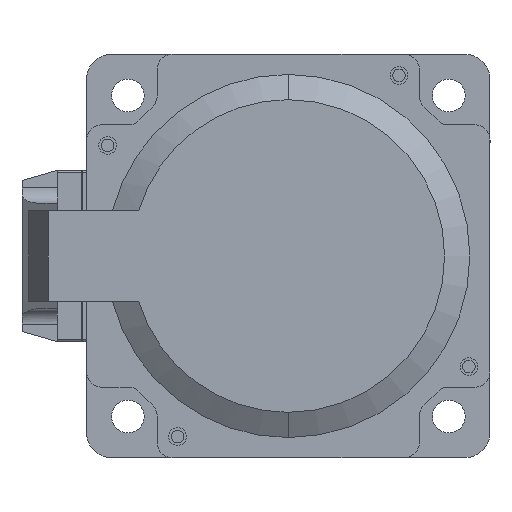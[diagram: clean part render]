
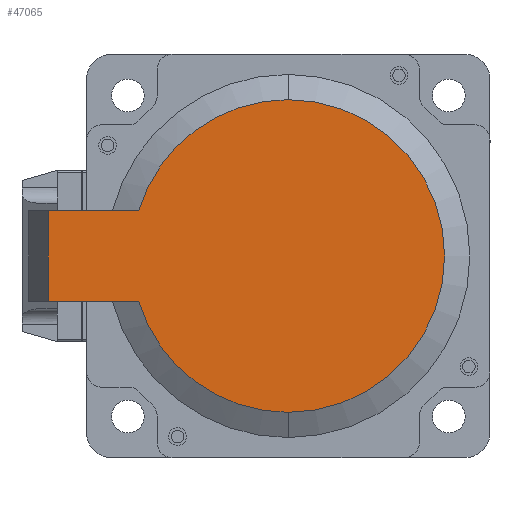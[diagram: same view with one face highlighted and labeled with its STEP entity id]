
A CAD part, left-side view. The second image highlights one B-rep face of the part: STEP entity #47065.
In plain terms, the highlighted planar face has unit normal (-1, 0, 0).
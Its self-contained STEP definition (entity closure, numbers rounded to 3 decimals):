
#2159 = ORIENTED_EDGE ( 'NONE', *, *, #93376, .F. ) ;
#3082 = DIRECTION ( 'NONE',  ( 0., 0., -1. ) ) ;
#4250 = ORIENTED_EDGE ( 'NONE', *, *, #73015, .T. ) ;
#6145 = DIRECTION ( 'NONE',  ( 0., 0., -1. ) ) ;
#6308 = FACE_OUTER_BOUND ( 'NONE', #43042, .T. ) ;
#7489 = EDGE_CURVE ( 'NONE', #26518, #34142, #44999, .T. ) ;
#8583 = CARTESIAN_POINT ( 'NONE',  ( -94.634, 89.237, -31.459 ) ) ;
#10167 = LINE ( 'NONE', #34408, #89634 ) ;
#11027 = VECTOR ( 'NONE', #45004, 1000. ) ;
#11281 = DIRECTION ( 'NONE',  ( 0., 1., 0. ) ) ;
#11546 = VECTOR ( 'NONE', #77407, 1000. ) ;
#12252 = CARTESIAN_POINT ( 'NONE',  ( -94.634, 89.237, 30.541 ) ) ;
#14445 = CARTESIAN_POINT ( 'NONE',  ( -94.634, 136.786, -9.459 ) ) ;
#15813 = LINE ( 'NONE', #14445, #11027 ) ;
#17572 = LINE ( 'NONE', #75070, #11546 ) ;
#17719 = ORIENTED_EDGE ( 'NONE', *, *, #78351, .T. ) ;
#18273 = PLANE ( 'NONE',  #53129 ) ;
#18756 = CARTESIAN_POINT ( 'NONE',  ( -94.634, 89.237, -0.459 ) ) ;
#18809 = CARTESIAN_POINT ( 'NONE',  ( -94.634, 136.786, -9.459 ) ) ;
#20876 = VERTEX_POINT ( 'NONE', #8583 ) ;
#22709 = CARTESIAN_POINT ( 'NONE',  ( -94.634, 118.902, -9.459 ) ) ;
#26372 = CARTESIAN_POINT ( 'NONE',  ( -94.634, 89.237, -31.459 ) ) ;
#26518 = VERTEX_POINT ( 'NONE', #12252 ) ;
#29583 = AXIS2_PLACEMENT_3D ( 'NONE', #88322, #72815, #87666 ) ;
#29600 = VERTEX_POINT ( 'NONE', #18809 ) ;
#30243 = DIRECTION ( 'NONE',  ( -1., 0., 0. ) ) ;
#34142 = VERTEX_POINT ( 'NONE', #63628 ) ;
#34408 = CARTESIAN_POINT ( 'NONE',  ( -94.634, 136.786, -9.459 ) ) ;
#41795 = DIRECTION ( 'NONE',  ( 0., 0., -1. ) ) ;
#42681 = CARTESIAN_POINT ( 'NONE',  ( -94.634, 136.786, 8.541 ) ) ;
#42782 = AXIS2_PLACEMENT_3D ( 'NONE', #45037, #30243, #6145 ) ;
#43042 = EDGE_LOOP ( 'NONE', ( #2159, #96021, #17719, #59400, #4250, #90696 ) ) ;
#44999 = CIRCLE ( 'NONE', #42782, 31. ) ;
#45004 = DIRECTION ( 'NONE',  ( 0., 0., 1. ) ) ;
#45037 = CARTESIAN_POINT ( 'NONE',  ( -94.634, 89.237, -0.459 ) ) ;
#47065 = ADVANCED_FACE ( 'NONE', ( #6308 ), #18273, .T. ) ;
#49026 = DIRECTION ( 'NONE',  ( -1., 0., 0. ) ) ;
#51919 = VERTEX_POINT ( 'NONE', #42681 ) ;
#53129 = AXIS2_PLACEMENT_3D ( 'NONE', #26372, #57582, #41795 ) ;
#57582 = DIRECTION ( 'NONE',  ( -1., 0., 0. ) ) ;
#59400 = ORIENTED_EDGE ( 'NONE', *, *, #7489, .T. ) ;
#63628 = CARTESIAN_POINT ( 'NONE',  ( -94.634, 118.902, 8.541 ) ) ;
#63767 = AXIS2_PLACEMENT_3D ( 'NONE', #18756, #49026, #3082 ) ;
#69213 = EDGE_CURVE ( 'NONE', #29600, #51919, #15813, .T. ) ;
#72815 = DIRECTION ( 'NONE',  ( -1., 0., 0. ) ) ;
#73015 = EDGE_CURVE ( 'NONE', #34142, #51919, #17572, .T. ) ;
#75070 = CARTESIAN_POINT ( 'NONE',  ( -94.634, 136.786, 8.541 ) ) ;
#75669 = CIRCLE ( 'NONE', #29583, 31. ) ;
#77347 = EDGE_CURVE ( 'NONE', #92873, #20876, #75669, .T. ) ;
#77407 = DIRECTION ( 'NONE',  ( 0., 1., 0. ) ) ;
#78351 = EDGE_CURVE ( 'NONE', #20876, #26518, #98391, .T. ) ;
#87666 = DIRECTION ( 'NONE',  ( 0., 0., -1. ) ) ;
#88322 = CARTESIAN_POINT ( 'NONE',  ( -94.634, 89.237, -0.459 ) ) ;
#89634 = VECTOR ( 'NONE', #11281, 1000. ) ;
#90696 = ORIENTED_EDGE ( 'NONE', *, *, #69213, .F. ) ;
#92873 = VERTEX_POINT ( 'NONE', #22709 ) ;
#93376 = EDGE_CURVE ( 'NONE', #92873, #29600, #10167, .T. ) ;
#96021 = ORIENTED_EDGE ( 'NONE', *, *, #77347, .T. ) ;
#98391 = CIRCLE ( 'NONE', #63767, 31. ) ;
